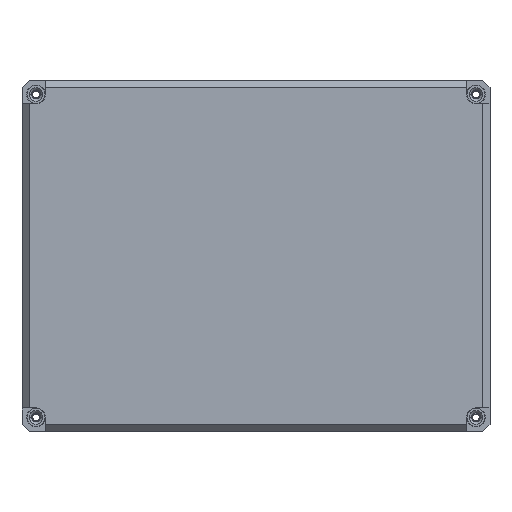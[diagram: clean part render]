
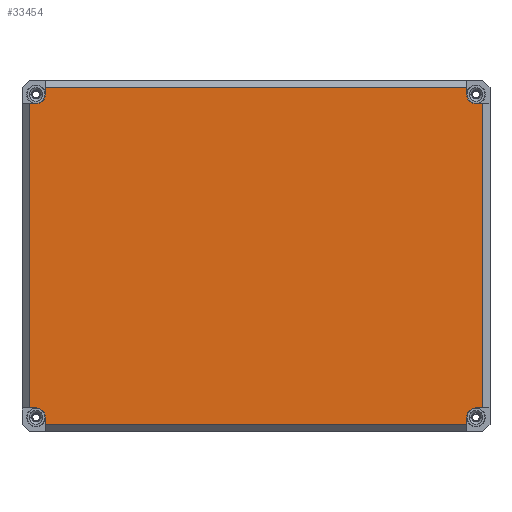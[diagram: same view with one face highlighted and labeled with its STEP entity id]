
A CAD part, top view. The second image highlights one B-rep face of the part: STEP entity #33454.
In plain terms, the highlighted planar face has unit normal (0, 0, 1).
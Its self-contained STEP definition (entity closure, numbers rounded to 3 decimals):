
#28298=DIRECTION('',(0.,1.,0.));
#28299=VECTOR('',#28298,129.948);
#28300=CARTESIAN_POINT('',(97.,-64.974,15.));
#28301=LINE('',#28300,#28299);
#28306=DIRECTION('',(0.,1.,0.));
#28307=VECTOR('',#28306,3.);
#28308=CARTESIAN_POINT('',(-89.974,-72.,15.));
#28309=LINE('',#28308,#28307);
#28310=CARTESIAN_POINT('',(-94.,-69.,15.));
#28311=DIRECTION('',(0.,0.,1.));
#28312=DIRECTION('',(1.,0.,0.));
#28313=AXIS2_PLACEMENT_3D('',#28310,#28311,#28312);
#28315=DIRECTION('',(1.,0.,0.));
#28316=VECTOR('',#28315,3.);
#28317=CARTESIAN_POINT('',(-97.,-64.974,15.));
#28318=LINE('',#28317,#28316);
#28319=DIRECTION('',(1.,0.,0.));
#28320=VECTOR('',#28319,3.);
#28321=CARTESIAN_POINT('',(-97.,64.974,15.));
#28322=LINE('',#28321,#28320);
#28323=CARTESIAN_POINT('',(-94.,69.,15.));
#28324=DIRECTION('',(0.,0.,1.));
#28325=DIRECTION('',(0.,-1.,0.));
#28326=AXIS2_PLACEMENT_3D('',#28323,#28324,#28325);
#28328=DIRECTION('',(0.,-1.,0.));
#28329=VECTOR('',#28328,3.);
#28330=CARTESIAN_POINT('',(-89.974,72.,15.));
#28331=LINE('',#28330,#28329);
#28332=DIRECTION('',(1.,0.,0.));
#28333=VECTOR('',#28332,179.948);
#28334=CARTESIAN_POINT('',(-89.974,72.,15.));
#28335=LINE('',#28334,#28333);
#28336=DIRECTION('',(0.,-1.,0.));
#28337=VECTOR('',#28336,3.);
#28338=CARTESIAN_POINT('',(89.974,72.,15.));
#28339=LINE('',#28338,#28337);
#28340=CARTESIAN_POINT('',(94.,69.,15.));
#28341=DIRECTION('',(0.,0.,1.));
#28342=DIRECTION('',(-1.,0.,0.));
#28343=AXIS2_PLACEMENT_3D('',#28340,#28341,#28342);
#28345=DIRECTION('',(-1.,0.,0.));
#28346=VECTOR('',#28345,3.);
#28347=CARTESIAN_POINT('',(97.,64.974,15.));
#28348=LINE('',#28347,#28346);
#28349=DIRECTION('',(-1.,0.,0.));
#28350=VECTOR('',#28349,3.);
#28351=CARTESIAN_POINT('',(97.,-64.974,15.));
#28352=LINE('',#28351,#28350);
#28353=CARTESIAN_POINT('',(94.,-69.,15.));
#28354=DIRECTION('',(0.,0.,1.));
#28355=DIRECTION('',(0.,1.,0.));
#28356=AXIS2_PLACEMENT_3D('',#28353,#28354,#28355);
#28358=DIRECTION('',(0.,1.,0.));
#28359=VECTOR('',#28358,3.);
#28360=CARTESIAN_POINT('',(89.974,-72.,15.));
#28361=LINE('',#28360,#28359);
#28366=DIRECTION('',(1.,0.,0.));
#28367=VECTOR('',#28366,179.948);
#28368=CARTESIAN_POINT('',(-89.974,-72.,15.));
#28369=LINE('',#28368,#28367);
#28416=DIRECTION('',(0.,-1.,0.));
#28417=VECTOR('',#28416,129.948);
#28418=CARTESIAN_POINT('',(-97.,64.974,15.));
#28419=LINE('',#28418,#28417);
#31778=CARTESIAN_POINT('',(89.974,72.,15.));
#31779=CARTESIAN_POINT('',(89.974,69.,15.));
#31780=VERTEX_POINT('',#31778);
#31781=VERTEX_POINT('',#31779);
#31782=CARTESIAN_POINT('',(94.,64.974,15.));
#31783=VERTEX_POINT('',#31782);
#31784=CARTESIAN_POINT('',(97.,64.974,15.));
#31785=VERTEX_POINT('',#31784);
#31786=CARTESIAN_POINT('',(-94.,64.974,15.));
#31787=CARTESIAN_POINT('',(-89.974,69.,15.));
#31788=VERTEX_POINT('',#31786);
#31789=VERTEX_POINT('',#31787);
#31790=CARTESIAN_POINT('',(-89.974,72.,15.));
#31791=VERTEX_POINT('',#31790);
#31792=CARTESIAN_POINT('',(-97.,64.974,15.));
#31793=VERTEX_POINT('',#31792);
#31794=CARTESIAN_POINT('',(97.,-64.974,15.));
#31795=CARTESIAN_POINT('',(94.,-64.974,15.));
#31796=VERTEX_POINT('',#31794);
#31797=VERTEX_POINT('',#31795);
#31798=CARTESIAN_POINT('',(89.974,-69.,15.));
#31799=VERTEX_POINT('',#31798);
#31800=CARTESIAN_POINT('',(89.974,-72.,15.));
#31801=VERTEX_POINT('',#31800);
#31802=CARTESIAN_POINT('',(-97.,-64.974,15.));
#31803=CARTESIAN_POINT('',(-94.,-64.974,15.));
#31804=VERTEX_POINT('',#31802);
#31805=VERTEX_POINT('',#31803);
#31806=CARTESIAN_POINT('',(-89.974,-72.,15.));
#31807=CARTESIAN_POINT('',(-89.974,-69.,15.));
#31808=VERTEX_POINT('',#31806);
#31809=VERTEX_POINT('',#31807);
#33421=CARTESIAN_POINT('',(0.,0.,15.));
#33422=DIRECTION('',(0.,0.,1.));
#33423=DIRECTION('',(1.,0.,0.));
#33424=AXIS2_PLACEMENT_3D('',#33421,#33422,#33423);
#33425=PLANE('',#33424);
#33427=ORIENTED_EDGE('',*,*,#33426,.F.);
#33429=ORIENTED_EDGE('',*,*,#33428,.T.);
#33430=ORIENTED_EDGE('',*,*,#33138,.T.);
#33432=ORIENTED_EDGE('',*,*,#33431,.F.);
#33434=ORIENTED_EDGE('',*,*,#33433,.F.);
#33436=ORIENTED_EDGE('',*,*,#33435,.T.);
#33437=ORIENTED_EDGE('',*,*,#33283,.T.);
#33438=ORIENTED_EDGE('',*,*,#33326,.F.);
#33439=ORIENTED_EDGE('',*,*,#33341,.T.);
#33441=ORIENTED_EDGE('',*,*,#33440,.T.);
#33443=ORIENTED_EDGE('',*,*,#33442,.T.);
#33444=ORIENTED_EDGE('',*,*,#33414,.F.);
#33445=ORIENTED_EDGE('',*,*,#33402,.F.);
#33447=ORIENTED_EDGE('',*,*,#33446,.T.);
#33449=ORIENTED_EDGE('',*,*,#33448,.T.);
#33451=ORIENTED_EDGE('',*,*,#33450,.F.);
#33452=EDGE_LOOP('',(#33427,#33429,#33430,#33432,#33434,#33436,#33437,#33438,
#33439,#33441,#33443,#33444,#33445,#33447,#33449,#33451));
#33453=FACE_OUTER_BOUND('',#33452,.F.);
#33454=ADVANCED_FACE('',(#33453),#33425,.T.);
#28314=CIRCLE('',#28313,4.026);
#28327=CIRCLE('',#28326,4.026);
#28344=CIRCLE('',#28343,4.026);
#28357=CIRCLE('',#28356,4.026);
#33138=EDGE_CURVE('',#31809,#31805,#28314,.T.);
#33283=EDGE_CURVE('',#31788,#31789,#28327,.T.);
#33326=EDGE_CURVE('',#31791,#31789,#28331,.T.);
#33341=EDGE_CURVE('',#31791,#31780,#28335,.T.);
#33402=EDGE_CURVE('',#31796,#31785,#28301,.T.);
#33414=EDGE_CURVE('',#31785,#31783,#28348,.T.);
#33426=EDGE_CURVE('',#31808,#31801,#28369,.T.);
#33428=EDGE_CURVE('',#31808,#31809,#28309,.T.);
#33431=EDGE_CURVE('',#31804,#31805,#28318,.T.);
#33433=EDGE_CURVE('',#31793,#31804,#28419,.T.);
#33435=EDGE_CURVE('',#31793,#31788,#28322,.T.);
#33440=EDGE_CURVE('',#31780,#31781,#28339,.T.);
#33442=EDGE_CURVE('',#31781,#31783,#28344,.T.);
#33446=EDGE_CURVE('',#31796,#31797,#28352,.T.);
#33448=EDGE_CURVE('',#31797,#31799,#28357,.T.);
#33450=EDGE_CURVE('',#31801,#31799,#28361,.T.);
